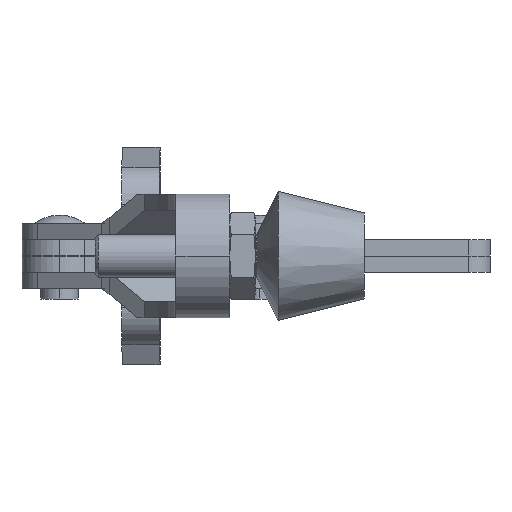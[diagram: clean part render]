
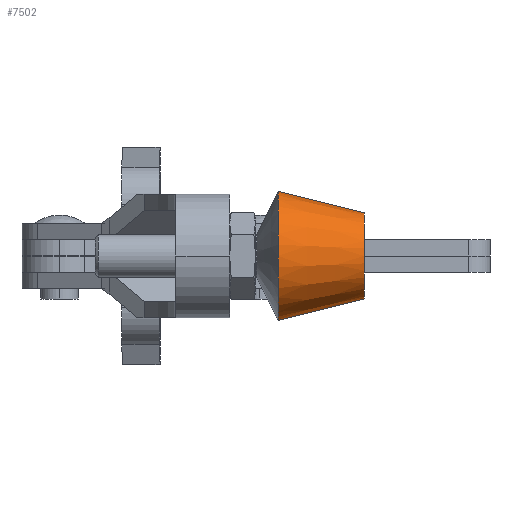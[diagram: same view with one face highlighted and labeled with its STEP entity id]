
A CAD part, left-side view. The second image highlights one B-rep face of the part: STEP entity #7502.
In plain terms, the highlighted conical face has half-angle 14.036 degrees and reference radius 4 mm.
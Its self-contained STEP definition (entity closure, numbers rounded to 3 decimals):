
#20 = CIRCLE ( 'NONE', #660, 6. ) ;
#281 = EDGE_CURVE ( 'NONE', #1717, #3386, #5720, .T. ) ;
#611 = EDGE_LOOP ( 'NONE', ( #3402, #4198, #7939, #3907 ) ) ;
#660 = AXIS2_PLACEMENT_3D ( 'NONE', #1801, #6247, #2435 ) ;
#700 = EDGE_CURVE ( 'NONE', #1717, #3755, #1273, .T. ) ;
#838 = CARTESIAN_POINT ( 'NONE',  ( -40.995, 0.01, 0.005 ) ) ;
#863 = CARTESIAN_POINT ( 'NONE',  ( -40.995, 0.01, 4.005 ) ) ;
#905 = CARTESIAN_POINT ( 'NONE',  ( -40.995, 8.01, -5.995 ) ) ;
#1035 = EDGE_CURVE ( 'NONE', #3386, #5820, #4434, .T. ) ;
#1261 = DIRECTION ( 'NONE',  ( 0., 0., 1. ) ) ;
#1268 = VECTOR ( 'NONE', #5284, 1000. ) ;
#1273 = LINE ( 'NONE', #7585, #1268 ) ;
#1717 = VERTEX_POINT ( 'NONE', #863 ) ;
#1758 = DIRECTION ( 'NONE',  ( 0., -1., 0. ) ) ;
#1801 = CARTESIAN_POINT ( 'NONE',  ( -40.995, 8.01, 0.005 ) ) ;
#1867 = DIRECTION ( 'NONE',  ( 0., 1., 0. ) ) ;
#1953 = CONICAL_SURFACE ( 'NONE', #2613, 4., 0.245 ) ;
#2435 = DIRECTION ( 'NONE',  ( 0., 0., -1. ) ) ;
#2613 = AXIS2_PLACEMENT_3D ( 'NONE', #5032, #1867, #1261 ) ;
#3372 = DIRECTION ( 'NONE',  ( 0., 0., -1. ) ) ;
#3386 = VERTEX_POINT ( 'NONE', #4601 ) ;
#3402 = ORIENTED_EDGE ( 'NONE', *, *, #1035, .F. ) ;
#3755 = VERTEX_POINT ( 'NONE', #8155 ) ;
#3867 = VECTOR ( 'NONE', #7885, 1000. ) ;
#3907 = ORIENTED_EDGE ( 'NONE', *, *, #5215, .T. ) ;
#3966 = CARTESIAN_POINT ( 'NONE',  ( -40.995, 0.01, -3.995 ) ) ;
#4198 = ORIENTED_EDGE ( 'NONE', *, *, #281, .F. ) ;
#4434 = LINE ( 'NONE', #3966, #3867 ) ;
#4601 = CARTESIAN_POINT ( 'NONE',  ( -40.995, 0.01, -3.995 ) ) ;
#5032 = CARTESIAN_POINT ( 'NONE',  ( -40.995, 0.01, 0.005 ) ) ;
#5215 = EDGE_CURVE ( 'NONE', #3755, #5820, #20, .T. ) ;
#5284 = DIRECTION ( 'NONE',  ( 0., 0.97, 0.243 ) ) ;
#5638 = AXIS2_PLACEMENT_3D ( 'NONE', #838, #1758, #3372 ) ;
#5720 = CIRCLE ( 'NONE', #5638, 4. ) ;
#5820 = VERTEX_POINT ( 'NONE', #905 ) ;
#6247 = DIRECTION ( 'NONE',  ( 0., -1., 0. ) ) ;
#7502 = ADVANCED_FACE ( 'NONE', ( #7789 ), #1953, .T. ) ;
#7585 = CARTESIAN_POINT ( 'NONE',  ( -40.995, 0.01, 4.005 ) ) ;
#7789 = FACE_OUTER_BOUND ( 'NONE', #611, .T. ) ;
#7885 = DIRECTION ( 'NONE',  ( 0., 0.97, -0.243 ) ) ;
#7939 = ORIENTED_EDGE ( 'NONE', *, *, #700, .T. ) ;
#8155 = CARTESIAN_POINT ( 'NONE',  ( -40.995, 8.01, 6.005 ) ) ;
